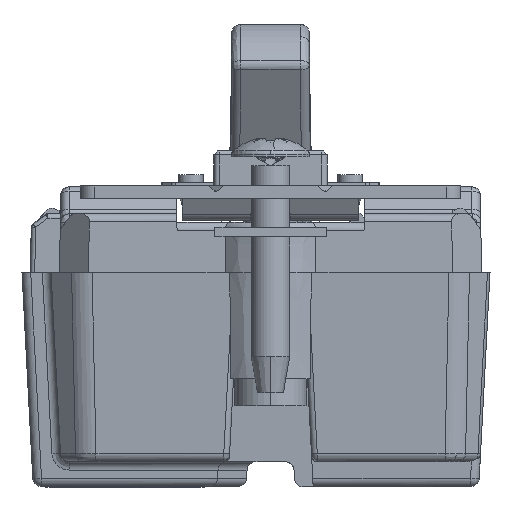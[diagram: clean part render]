
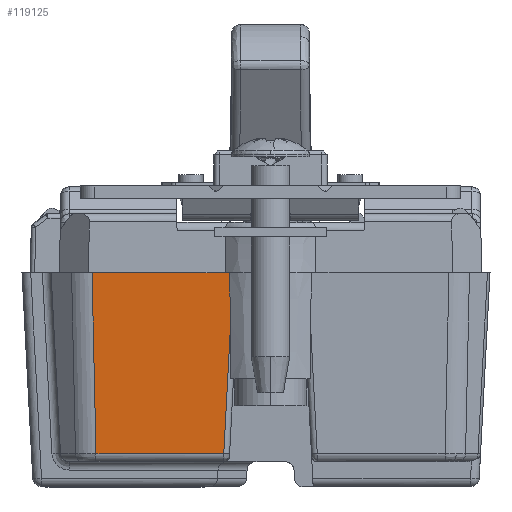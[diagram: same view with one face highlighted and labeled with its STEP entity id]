
A CAD part, left-side view. The second image highlights one B-rep face of the part: STEP entity #119125.
In plain terms, the highlighted planar face has unit normal (-0.999, 0, -0.052).
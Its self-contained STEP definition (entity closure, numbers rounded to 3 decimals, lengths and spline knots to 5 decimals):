
#5069 = LINE ( 'NONE', #14500, #98701 ) ;
#6502 = CARTESIAN_POINT ( 'NONE',  ( -1.28982, 0.13768, 0.14804 ) ) ;
#12926 = VERTEX_POINT ( 'NONE', #6502 ) ;
#14500 = CARTESIAN_POINT ( 'NONE',  ( -1.29912, 0., 0.3255 ) ) ;
#18777 = DIRECTION ( 'NONE',  ( -0.999, 0., -0.052 ) ) ;
#19154 = CARTESIAN_POINT ( 'NONE',  ( -1.26649, 0.60125, -0.29707 ) ) ;
#20750 = FACE_OUTER_BOUND ( 'NONE', #77978, .T. ) ;
#24941 = VERTEX_POINT ( 'NONE', #123861 ) ;
#25795 = CARTESIAN_POINT ( 'NONE',  ( -1.29292, 0.13887, 0.20719 ) ) ;
#33502 = CARTESIAN_POINT ( 'NONE',  ( -1.26544, 0.16205, -0.31703 ) ) ;
#33651 = VERTEX_POINT ( 'NONE', #39730 ) ;
#33846 = VECTOR ( 'NONE', #57898, 39.37008 ) ;
#34163 = LINE ( 'NONE', #33502, #131084 ) ;
#35552 = VERTEX_POINT ( 'NONE', #19154 ) ;
#37684 = LINE ( 'NONE', #68698, #33846 ) ;
#39730 = CARTESIAN_POINT ( 'NONE',  ( -1.29912, 0.61477, 0.3255 ) ) ;
#49127 = ORIENTED_EDGE ( 'NONE', *, *, #78781, .F. ) ;
#50877 = ORIENTED_EDGE ( 'NONE', *, *, #77584, .T. ) ;
#55995 = DIRECTION ( 'NONE',  ( 0., -1., 0. ) ) ;
#57898 = DIRECTION ( 'NONE',  ( 0.052, -0.022, -0.998 ) ) ;
#65993 = CARTESIAN_POINT ( 'NONE',  ( -1.26649, 0.161, -0.29707 ) ) ;
#66110 = LINE ( 'NONE', #116091, #79189 ) ;
#68528 = ORIENTED_EDGE ( 'NONE', *, *, #82341, .T. ) ;
#68698 = CARTESIAN_POINT ( 'NONE',  ( -1.26654, 0.60127, -0.29618 ) ) ;
#71760 = ORIENTED_EDGE ( 'NONE', *, *, #122640, .T. ) ;
#77584 = EDGE_CURVE ( 'NONE', #33651, #35552, #37684, .T. ) ;
#77978 = EDGE_LOOP ( 'NONE', ( #71760, #79968, #68528, #49127, #50877 ) ) ;
#78781 = EDGE_CURVE ( 'NONE', #33651, #24941, #5069, .T. ) ;
#79189 = VECTOR ( 'NONE', #55995, 39.37008 ) ;
#79968 = ORIENTED_EDGE ( 'NONE', *, *, #97523, .T. ) ;
#82341 = EDGE_CURVE ( 'NONE', #12926, #24941, #85553, .T. ) ;
#85553 = B_SPLINE_CURVE_WITH_KNOTS ( 'NONE', 3,
 ( #89872, #25795, #97952, #89207 ),
 .UNSPECIFIED., .F., .F.,
 ( 4, 4 ),
 ( 0.00476, 0.00927 ),
 .UNSPECIFIED. ) ;
#86803 = DIRECTION ( 'NONE',  ( -0.052, -0.052, 0.997 ) ) ;
#89207 = CARTESIAN_POINT ( 'NONE',  ( -1.29912, 0.14121, 0.3255 ) ) ;
#89872 = CARTESIAN_POINT ( 'NONE',  ( -1.28982, 0.13768, 0.14804 ) ) ;
#90322 = DIRECTION ( 'NONE',  ( -0.052, 0., 0.999 ) ) ;
#97523 = EDGE_CURVE ( 'NONE', #127943, #12926, #34163, .T. ) ;
#97952 = CARTESIAN_POINT ( 'NONE',  ( -1.29602, 0.14005, 0.26634 ) ) ;
#98701 = VECTOR ( 'NONE', #115710, 39.37008 ) ;
#103044 = CARTESIAN_POINT ( 'NONE',  ( -1.265, 0., -0.3255 ) ) ;
#115710 = DIRECTION ( 'NONE',  ( 0., -1., 0. ) ) ;
#116091 = CARTESIAN_POINT ( 'NONE',  ( -1.26649, 0., -0.29707 ) ) ;
#119125 = ADVANCED_FACE ( 'NONE', ( #20750 ), #131459, .T. ) ;
#122640 = EDGE_CURVE ( 'NONE', #35552, #127943, #66110, .T. ) ;
#123861 = CARTESIAN_POINT ( 'NONE',  ( -1.29912, 0.14121, 0.3255 ) ) ;
#127943 = VERTEX_POINT ( 'NONE', #65993 ) ;
#128626 = AXIS2_PLACEMENT_3D ( 'NONE', #103044, #18777, #90322 ) ;
#131084 = VECTOR ( 'NONE', #86803, 39.37008 ) ;
#131459 = PLANE ( 'NONE',  #128626 ) ;
